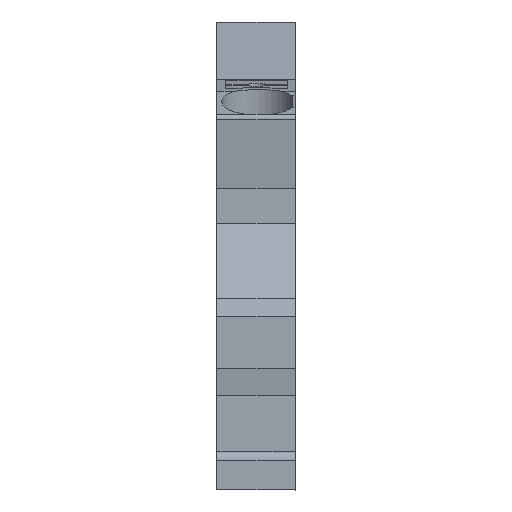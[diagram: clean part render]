
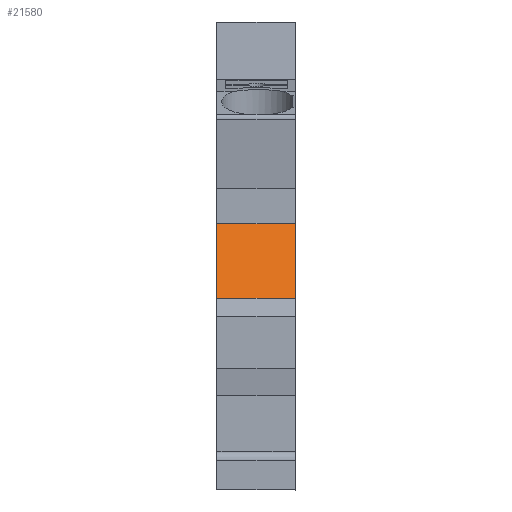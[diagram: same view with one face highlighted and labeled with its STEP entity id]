
A CAD part, front view. The second image highlights one B-rep face of the part: STEP entity #21580.
In plain terms, the highlighted planar face has unit normal (0, -0.92, 0.391).
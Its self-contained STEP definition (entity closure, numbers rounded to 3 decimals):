
#3140=CARTESIAN_POINT('',(8.15,7.823,
19.85));
#3150=VERTEX_POINT('',#3140);
#3180=CARTESIAN_POINT('',(8.15,21.279,
51.551));
#3190=DIRECTION('',(0.,0.391,
0.921));
#3200=VECTOR('',#3190,1.);
#3210=LINE('',#3180,#3200);
#3220=CARTESIAN_POINT('',(8.15,11.115,
27.605));
#3230=VERTEX_POINT('',#3220);
#3240=EDGE_CURVE('',#3150,#3230,#3210,.T.);
#9390=CARTESIAN_POINT('',(0.,11.115,
27.605));
#9400=VERTEX_POINT('',#9390);
#9430=CARTESIAN_POINT('',(0.,21.279,
51.551));
#9440=DIRECTION('',(0.,-0.391,
-0.921));
#9450=VECTOR('',#9440,1.);
#9460=LINE('',#9430,#9450);
#9470=CARTESIAN_POINT('',(0.,7.823,
19.85));
#9480=VERTEX_POINT('',#9470);
#9490=EDGE_CURVE('',#9400,#9480,#9460,.T.);
#21370=CARTESIAN_POINT('',(8.15,7.823,
19.85));
#21380=DIRECTION('',(0.,0.921,
-0.391));
#21390=DIRECTION('',(0.,-0.391,
-0.921));
#21400=AXIS2_PLACEMENT_3D('',#21370,#21380,#21390);
#21410=PLANE('',#21400);
#21420=ORIENTED_EDGE('',*,*,#3240,.T.);
#21430=CARTESIAN_POINT('',(-45.52,7.823,
19.85));
#21440=DIRECTION('',(-1.,0.,0.));
#21450=VECTOR('',#21440,1.);
#21460=LINE('',#21430,#21450);
#21470=EDGE_CURVE('',#3150,#9480,#21460,.T.);
#21480=ORIENTED_EDGE('',*,*,#21470,.F.);
#21490=ORIENTED_EDGE('',*,*,#9490,.T.);
#21500=CARTESIAN_POINT('',(-45.52,11.115,
27.605));
#21510=DIRECTION('',(-1.,0.,0.));
#21520=VECTOR('',#21510,1.);
#21530=LINE('',#21500,#21520);
#21540=EDGE_CURVE('',#3230,#9400,#21530,.T.);
#21550=ORIENTED_EDGE('',*,*,#21540,.T.);
#21560=EDGE_LOOP('',(#21550,#21490,#21480,#21420));
#21570=FACE_OUTER_BOUND('',#21560,.T.);
#21580=ADVANCED_FACE('',(#21570),#21410,.F.);
